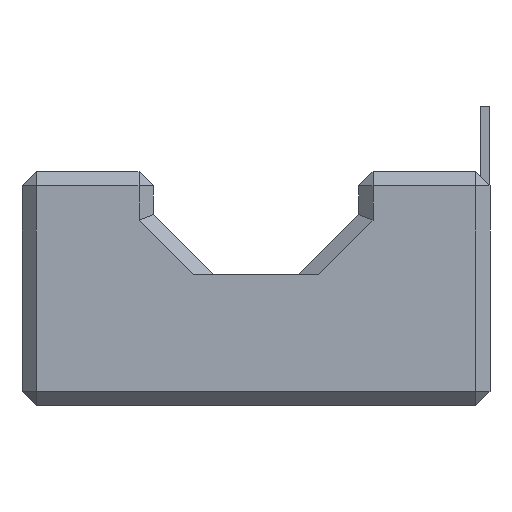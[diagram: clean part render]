
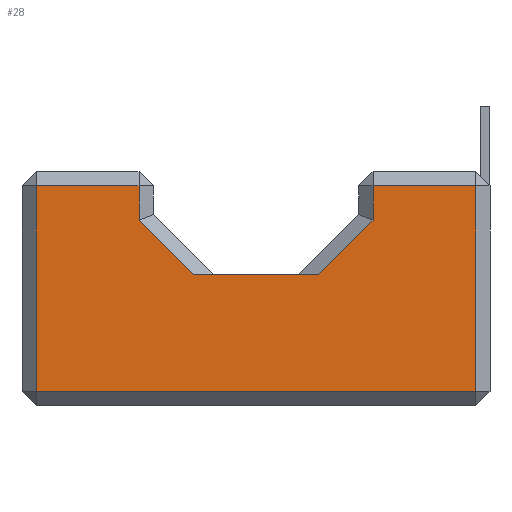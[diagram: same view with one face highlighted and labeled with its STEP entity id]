
A CAD part, front view. The second image highlights one B-rep face of the part: STEP entity #28.
In plain terms, the highlighted planar face has unit normal (0, -1, 0).
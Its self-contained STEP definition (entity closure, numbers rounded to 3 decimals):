
#3 = EDGE_CURVE ( 'NONE', #519, #1009, #1027, .T. ) ;
#16 = VERTEX_POINT ( 'NONE', #588 ) ;
#18 = VERTEX_POINT ( 'NONE', #1048 ) ;
#21 = DIRECTION ( 'NONE',  ( 0., 0., -1. ) ) ;
#28 = ADVANCED_FACE ( 'NONE', ( #725 ), #387, .F. ) ;
#32 = ORIENTED_EDGE ( 'NONE', *, *, #302, .T. ) ;
#50 = VERTEX_POINT ( 'NONE', #1176 ) ;
#67 = CARTESIAN_POINT ( 'NONE',  ( 12.5, 0., 25. ) ) ;
#72 = EDGE_CURVE ( 'NONE', #388, #697, #870, .T. ) ;
#82 = VECTOR ( 'NONE', #1201, 1000. ) ;
#94 = DIRECTION ( 'NONE',  ( -1., 0., 0. ) ) ;
#105 = AXIS2_PLACEMENT_3D ( 'NONE', #839, #704, #1427 ) ;
#123 = CARTESIAN_POINT ( 'NONE',  ( 3.661, 0., 28.661 ) ) ;
#130 = VECTOR ( 'NONE', #746, 1000. ) ;
#131 = VECTOR ( 'NONE', #500, 1000. ) ;
#170 = CARTESIAN_POINT ( 'NONE',  ( 37.5, 0., 23.5 ) ) ;
#176 = CARTESIAN_POINT ( 'NONE',  ( 1.5, 0., 1.5 ) ) ;
#206 = VECTOR ( 'NONE', #1378, 1000. ) ;
#217 = VERTEX_POINT ( 'NONE', #1371 ) ;
#241 = CARTESIAN_POINT ( 'NONE',  ( 48.5, 0., 25. ) ) ;
#291 = EDGE_CURVE ( 'NONE', #310, #16, #821, .T. ) ;
#302 = EDGE_CURVE ( 'NONE', #697, #50, #376, .T. ) ;
#310 = VERTEX_POINT ( 'NONE', #1023 ) ;
#352 = VECTOR ( 'NONE', #21, 1000. ) ;
#373 = VERTEX_POINT ( 'NONE', #384 ) ;
#375 = EDGE_CURVE ( 'NONE', #18, #388, #738, .T. ) ;
#376 = LINE ( 'NONE', #567, #586 ) ;
#384 = CARTESIAN_POINT ( 'NONE',  ( 12.5, 0., 23.5 ) ) ;
#387 = PLANE ( 'NONE',  #105 ) ;
#388 = VERTEX_POINT ( 'NONE', #170 ) ;
#391 = CARTESIAN_POINT ( 'NONE',  ( 0., 0., 23.5 ) ) ;
#397 = EDGE_CURVE ( 'NONE', #16, #373, #1088, .T. ) ;
#430 = EDGE_LOOP ( 'NONE', ( #32, #1037, #1135, #1486, #1144, #1155, #1237, #741, #1399, #1200 ) ) ;
#465 = VECTOR ( 'NONE', #1026, 1000. ) ;
#487 = LINE ( 'NONE', #946, #1384 ) ;
#500 = DIRECTION ( 'NONE',  ( 0., 0., 1. ) ) ;
#519 = VERTEX_POINT ( 'NONE', #176 ) ;
#532 = CARTESIAN_POINT ( 'NONE',  ( 48.5, 0., 1.5 ) ) ;
#535 = VECTOR ( 'NONE', #696, 1000. ) ;
#567 = CARTESIAN_POINT ( 'NONE',  ( 21.339, 0., 3.661 ) ) ;
#581 = DIRECTION ( 'NONE',  ( -0.707, 0., -0.707 ) ) ;
#586 = VECTOR ( 'NONE', #581, 1000. ) ;
#588 = CARTESIAN_POINT ( 'NONE',  ( 12.5, 0., 19.822 ) ) ;
#598 = EDGE_CURVE ( 'NONE', #310, #50, #851, .T. ) ;
#664 = CARTESIAN_POINT ( 'NONE',  ( 0., 0., 23.5 ) ) ;
#696 = DIRECTION ( 'NONE',  ( 1., 0., 0. ) ) ;
#697 = VERTEX_POINT ( 'NONE', #758 ) ;
#704 = DIRECTION ( 'NONE',  ( 0., 1., 0. ) ) ;
#725 = FACE_OUTER_BOUND ( 'NONE', #430, .T. ) ;
#738 = LINE ( 'NONE', #391, #130 ) ;
#741 = ORIENTED_EDGE ( 'NONE', *, *, #828, .T. ) ;
#746 = DIRECTION ( 'NONE',  ( -1., 0., 0. ) ) ;
#758 = CARTESIAN_POINT ( 'NONE',  ( 37.5, 0., 19.822 ) ) ;
#782 = VECTOR ( 'NONE', #94, 1000. ) ;
#814 = LINE ( 'NONE', #664, #782 ) ;
#821 = LINE ( 'NONE', #123, #206 ) ;
#828 = EDGE_CURVE ( 'NONE', #1009, #18, #1145, .T. ) ;
#839 = CARTESIAN_POINT ( 'NONE',  ( 0., 0., 25. ) ) ;
#851 = LINE ( 'NONE', #970, #82 ) ;
#870 = LINE ( 'NONE', #1395, #352 ) ;
#922 = EDGE_CURVE ( 'NONE', #217, #519, #487, .T. ) ;
#946 = CARTESIAN_POINT ( 'NONE',  ( 1.5, 0., 25. ) ) ;
#970 = CARTESIAN_POINT ( 'NONE',  ( 20.444, 0., 14. ) ) ;
#1009 = VERTEX_POINT ( 'NONE', #532 ) ;
#1023 = CARTESIAN_POINT ( 'NONE',  ( 18.322, 0., 14. ) ) ;
#1026 = DIRECTION ( 'NONE',  ( 0., 0., 1. ) ) ;
#1027 = LINE ( 'NONE', #1382, #535 ) ;
#1037 = ORIENTED_EDGE ( 'NONE', *, *, #598, .F. ) ;
#1048 = CARTESIAN_POINT ( 'NONE',  ( 48.5, 0., 23.5 ) ) ;
#1088 = LINE ( 'NONE', #67, #131 ) ;
#1135 = ORIENTED_EDGE ( 'NONE', *, *, #291, .T. ) ;
#1144 = ORIENTED_EDGE ( 'NONE', *, *, #1252, .T. ) ;
#1145 = LINE ( 'NONE', #241, #465 ) ;
#1155 = ORIENTED_EDGE ( 'NONE', *, *, #922, .T. ) ;
#1176 = CARTESIAN_POINT ( 'NONE',  ( 31.678, 0., 14. ) ) ;
#1199 = DIRECTION ( 'NONE',  ( 0., 0., -1. ) ) ;
#1200 = ORIENTED_EDGE ( 'NONE', *, *, #72, .T. ) ;
#1201 = DIRECTION ( 'NONE',  ( 1., 0., 0. ) ) ;
#1237 = ORIENTED_EDGE ( 'NONE', *, *, #3, .T. ) ;
#1252 = EDGE_CURVE ( 'NONE', #373, #217, #814, .T. ) ;
#1371 = CARTESIAN_POINT ( 'NONE',  ( 1.5, 0., 23.5 ) ) ;
#1378 = DIRECTION ( 'NONE',  ( -0.707, 0., 0.707 ) ) ;
#1382 = CARTESIAN_POINT ( 'NONE',  ( 50., 0., 1.5 ) ) ;
#1384 = VECTOR ( 'NONE', #1199, 1000. ) ;
#1395 = CARTESIAN_POINT ( 'NONE',  ( 37.5, 0., 25. ) ) ;
#1399 = ORIENTED_EDGE ( 'NONE', *, *, #375, .T. ) ;
#1427 = DIRECTION ( 'NONE',  ( 0., 0., 1. ) ) ;
#1486 = ORIENTED_EDGE ( 'NONE', *, *, #397, .T. ) ;
